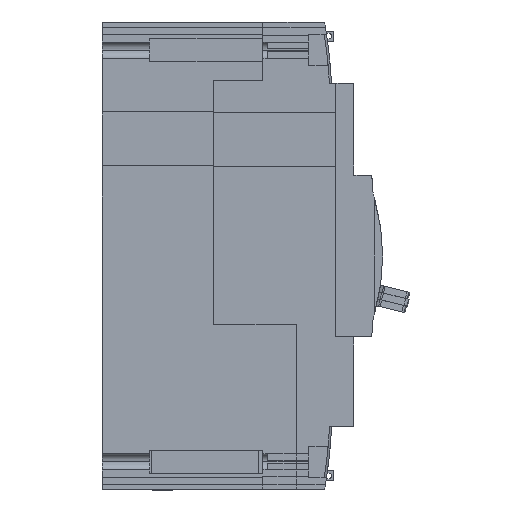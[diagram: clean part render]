
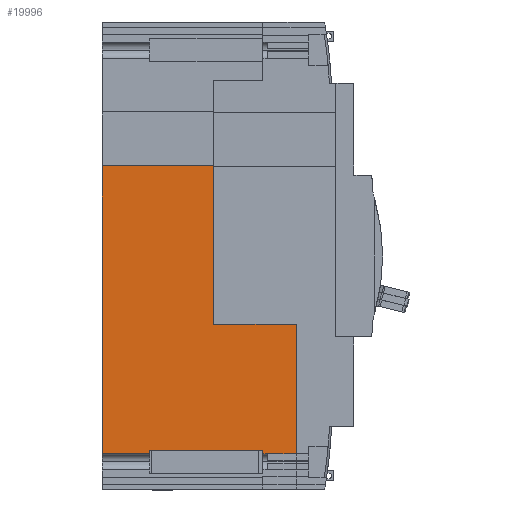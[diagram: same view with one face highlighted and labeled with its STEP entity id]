
A CAD part, left-side view. The second image highlights one B-rep face of the part: STEP entity #19996.
In plain terms, the highlighted planar face has unit normal (-1, 0, 0).
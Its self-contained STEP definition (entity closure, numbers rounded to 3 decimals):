
#15144=VERTEX_POINT('',#44648);
#17110=EDGE_CURVE('',#23424,#15144,#46819,.T.);
#17934=EDGE_CURVE('',#35302,#25564,#47706,.T.);
#19996=ADVANCED_FACE('',(#49959),#49960,.F.);
#20066=EDGE_CURVE('',#36966,#37504,#50034,.T.);
#22326=VERTEX_POINT('',#52505);
#23424=VERTEX_POINT('',#53744);
#24082=VERTEX_POINT('',#54469);
#25564=VERTEX_POINT('',#56083);
#25716=EDGE_CURVE('',#22326,#36966,#56248,.T.);
#32352=VERTEX_POINT('',#63488);
#33166=VERTEX_POINT('',#64374);
#34620=EDGE_CURVE('',#40368,#35302,#65981,.T.);
#35302=VERTEX_POINT('',#66712);
#35876=EDGE_CURVE('',#33166,#32352,#67340,.T.);
#36034=EDGE_CURVE('',#36552,#22326,#67508,.T.);
#36338=VERTEX_POINT('',#67843);
#36552=VERTEX_POINT('',#68075);
#36742=EDGE_CURVE('',#37504,#25564,#68278,.T.);
#36966=VERTEX_POINT('',#68522);
#37504=VERTEX_POINT('',#69114);
#38652=EDGE_CURVE('',#24082,#32352,#70358,.T.);
#38798=EDGE_CURVE('',#33166,#23424,#70511,.T.);
#40368=VERTEX_POINT('',#72239);
#40650=EDGE_CURVE('',#24082,#36338,#72538,.T.);
#42780=EDGE_CURVE('',#36338,#40368,#74869,.T.);
#43066=EDGE_CURVE('',#15144,#36552,#75181,.T.);
#44648=CARTESIAN_POINT('',(-63.45,-13.2,-54.0));
#46819=LINE('',#80215,#80216);
#47706=LINE('',#81564,#81565);
#49959=FACE_OUTER_BOUND('',#84808,.T.);
#49960=PLANE('',#84809);
#50034=LINE('',#84904,#84905);
#52505=CARTESIAN_POINT('',(-63.45,-44.65,-55.001));
#53744=CARTESIAN_POINT('',(-63.45,-13.2,-55.001));
#54469=CARTESIAN_POINT('',(-63.45,-31.0,25.05));
#56083=CARTESIAN_POINT('',(-63.45,-54.0,-55.));
#56248=LINE('',#94002,#94003);
#63488=CARTESIAN_POINT('',(-63.45,0.0,25.05));
#64374=CARTESIAN_POINT('',(-63.45,0.0,-55.001));
#65981=LINE('',#108089,#108090);
#66712=CARTESIAN_POINT('',(-63.45,-54.0,-19.0));
#67340=LINE('',#110152,#110153);
#67508=LINE('',#110393,#110394);
#67843=CARTESIAN_POINT('',(-63.45,-31.0,25.0));
#68075=CARTESIAN_POINT('',(-63.45,-44.65,-54.0));
#68278=LINE('',#111493,#111494);
#68522=CARTESIAN_POINT('',(-63.45,-46.0,-55.001));
#69114=CARTESIAN_POINT('',(-63.45,-46.0,-55.));
#70358=LINE('',#114534,#114535);
#70511=LINE('',#114752,#114753);
#72239=CARTESIAN_POINT('',(-63.45,-31.0,-19.0));
#72538=LINE('',#117685,#117686);
#74869=LINE('',#121133,#121134);
#75181=LINE('',#121582,#121583);
#80215=CARTESIAN_POINT('',(-63.45,-13.2,-29.109));
#80216=VECTOR('',#126174,1.0);
#81564=CARTESIAN_POINT('',(-63.45,-54.0,-64.9));
#81565=VECTOR('',#127009,1.0);
#84808=EDGE_LOOP('',(#129480,#129481,#129482,#129483,#129484,#129485,#129486,#129487,#129488,#129489,#129490,#129491,#129492));
#84809=AXIS2_PLACEMENT_3D('',#129493,#129494,#129495);
#84904=CARTESIAN_POINT('',(-63.45,-46.0,-29.109));
#84905=VECTOR('',#129543,1.0);
#94002=CARTESIAN_POINT('',(-63.45,-49.325,-55.001));
#94003=VECTOR('',#136424,1.0);
#108089=CARTESIAN_POINT('',(-63.45,-54.0,-19.0));
#108090=VECTOR('',#146833,1.0);
#110152=CARTESIAN_POINT('',(-63.45,0.0,64.9));
#110153=VECTOR('',#148164,1.0);
#110393=CARTESIAN_POINT('',(-63.45,-44.65,-29.109));
#110394=VECTOR('',#148330,1.0);
#111493=CARTESIAN_POINT('',(-63.45,-34.704,-55.));
#111494=VECTOR('',#149103,1.0);
#114534=CARTESIAN_POINT('',(-63.45,-27.204,25.05));
#114535=VECTOR('',#151320,1.0);
#114752=CARTESIAN_POINT('',(-63.45,-6.6,-55.001));
#114753=VECTOR('',#151427,1.0);
#117685=CARTESIAN_POINT('',(-63.45,-31.0,-19.0));
#117686=VECTOR('',#153599,1.0);
#121133=CARTESIAN_POINT('',(-63.45,-31.0,-19.0));
#121134=VECTOR('',#156173,1.0);
#121582=CARTESIAN_POINT('',(-63.45,-18.304,-54.0));
#121583=VECTOR('',#156542,1.0);
#126174=DIRECTION('',(-0.0,0.0,1.0));
#127009=DIRECTION('',(-0.0,-0.0,-1.0));
#129480=ORIENTED_EDGE('',*,*,#38652,.T.);
#129481=ORIENTED_EDGE('',*,*,#35876,.F.);
#129482=ORIENTED_EDGE('',*,*,#38798,.T.);
#129483=ORIENTED_EDGE('',*,*,#17110,.T.);
#129484=ORIENTED_EDGE('',*,*,#43066,.T.);
#129485=ORIENTED_EDGE('',*,*,#36034,.T.);
#129486=ORIENTED_EDGE('',*,*,#25716,.T.);
#129487=ORIENTED_EDGE('',*,*,#20066,.T.);
#129488=ORIENTED_EDGE('',*,*,#36742,.T.);
#129489=ORIENTED_EDGE('',*,*,#17934,.F.);
#129490=ORIENTED_EDGE('',*,*,#34620,.F.);
#129491=ORIENTED_EDGE('',*,*,#42780,.F.);
#129492=ORIENTED_EDGE('',*,*,#40650,.F.);
#129493=CARTESIAN_POINT('',(-63.45,-23.407,-0.968));
#129494=DIRECTION('',(1.0,0.0,0.0));
#129495=DIRECTION('',(0.0,1.0,0.0));
#129543=DIRECTION('',(-0.0,0.0,1.0));
#136424=DIRECTION('',(0.0,-1.0,0.0));
#146833=DIRECTION('',(-0.0,-1.0,-0.0));
#148164=DIRECTION('',(0.0,0.0,1.0));
#148330=DIRECTION('',(0.0,0.0,-1.0));
#149103=DIRECTION('',(0.0,-1.0,0.0));
#151320=DIRECTION('',(0.0,1.0,0.0));
#151427=DIRECTION('',(0.0,-1.0,0.0));
#153599=DIRECTION('',(-0.0,-0.0,-1.0));
#156173=DIRECTION('',(-0.0,-0.0,-1.0));
#156542=DIRECTION('',(0.0,-1.0,0.0));
